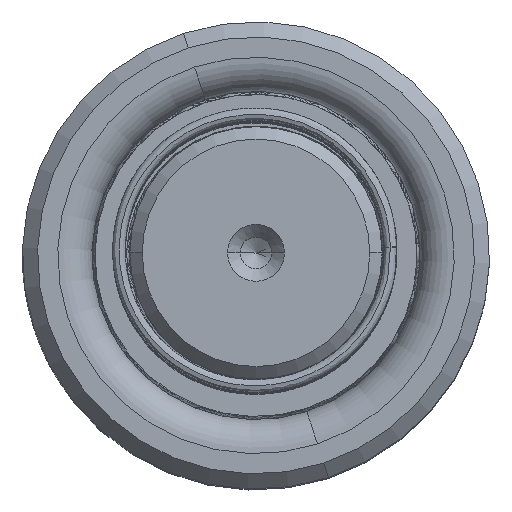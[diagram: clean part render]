
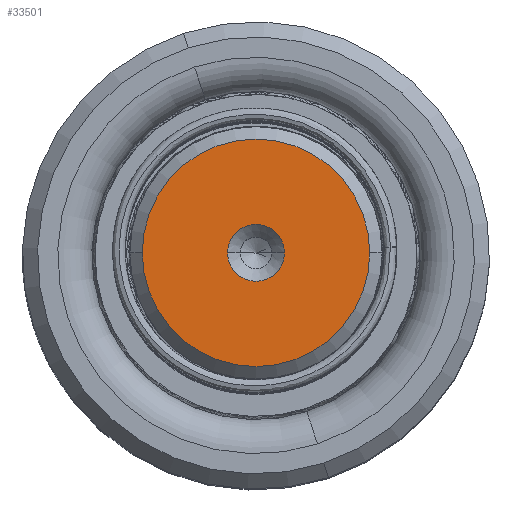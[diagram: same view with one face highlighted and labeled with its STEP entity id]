
A CAD part, top view. The second image highlights one B-rep face of the part: STEP entity #33501.
In plain terms, the highlighted planar face has unit normal (0, 0, 1).
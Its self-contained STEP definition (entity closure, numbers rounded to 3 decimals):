
#15 = EDGE_CURVE ( 'NONE', #26423, #32575, #1702, .T. ) ;
#1702 = CIRCLE ( 'NONE', #27886, 9.009 ) ;
#1847 = ORIENTED_EDGE ( 'NONE', *, *, #15, .T. ) ;
#2709 = CARTESIAN_POINT ( 'NONE',  ( 0., 0., 170. ) ) ;
#2852 = DIRECTION ( 'NONE',  ( 1., 0., 0. ) ) ;
#2965 = ORIENTED_EDGE ( 'NONE', *, *, #29672, .F. ) ;
#4383 = AXIS2_PLACEMENT_3D ( 'NONE', #18645, #36433, #9788 ) ;
#5383 = ORIENTED_EDGE ( 'NONE', *, *, #10559, .F. ) ;
#5441 = DIRECTION ( 'NONE',  ( 0., 0., 1. ) ) ;
#5822 = ORIENTED_EDGE ( 'NONE', *, *, #19858, .T. ) ;
#5869 = CARTESIAN_POINT ( 'NONE',  ( -2.25, 0., 170. ) ) ;
#6427 = CARTESIAN_POINT ( 'NONE',  ( -9.009, 0., 170. ) ) ;
#7260 = CARTESIAN_POINT ( 'NONE',  ( 2.25, 0., 170. ) ) ;
#8578 = PLANE ( 'NONE',  #12882 ) ;
#9337 = EDGE_LOOP ( 'NONE', ( #5383, #2965 ) ) ;
#9788 = DIRECTION ( 'NONE',  ( 1., 0., 0. ) ) ;
#9904 = DIRECTION ( 'NONE',  ( 1., 0., 0. ) ) ;
#10559 = EDGE_CURVE ( 'NONE', #16787, #37130, #28624, .T. ) ;
#12827 = CIRCLE ( 'NONE', #38304, 9.009 ) ;
#12882 = AXIS2_PLACEMENT_3D ( 'NONE', #32349, #5441, #2852 ) ;
#15502 = AXIS2_PLACEMENT_3D ( 'NONE', #27807, #31612, #9904 ) ;
#16111 = CARTESIAN_POINT ( 'NONE',  ( 0., 0., 170. ) ) ;
#16787 = VERTEX_POINT ( 'NONE', #7260 ) ;
#17627 = FACE_BOUND ( 'NONE', #9337, .T. ) ;
#18645 = CARTESIAN_POINT ( 'NONE',  ( 0., 0., 170. ) ) ;
#19095 = EDGE_LOOP ( 'NONE', ( #5822, #1847 ) ) ;
#19858 = EDGE_CURVE ( 'NONE', #32575, #26423, #12827, .T. ) ;
#25099 = FACE_OUTER_BOUND ( 'NONE', #19095, .T. ) ;
#26423 = VERTEX_POINT ( 'NONE', #27243 ) ;
#27243 = CARTESIAN_POINT ( 'NONE',  ( 9.009, 0., 170. ) ) ;
#27807 = CARTESIAN_POINT ( 'NONE',  ( 0., 0., 170. ) ) ;
#27886 = AXIS2_PLACEMENT_3D ( 'NONE', #2709, #32855, #35849 ) ;
#28042 = DIRECTION ( 'NONE',  ( 0., 0., 1. ) ) ;
#28624 = CIRCLE ( 'NONE', #15502, 2.25 ) ;
#29672 = EDGE_CURVE ( 'NONE', #37130, #16787, #34577, .T. ) ;
#31430 = DIRECTION ( 'NONE',  ( 1., 0., 0. ) ) ;
#31612 = DIRECTION ( 'NONE',  ( 0., 0., 1. ) ) ;
#32349 = CARTESIAN_POINT ( 'NONE',  ( 0., 0., 170. ) ) ;
#32575 = VERTEX_POINT ( 'NONE', #6427 ) ;
#32855 = DIRECTION ( 'NONE',  ( 0., 0., 1. ) ) ;
#33501 = ADVANCED_FACE ( 'NONE', ( #17627, #25099 ), #8578, .T. ) ;
#34577 = CIRCLE ( 'NONE', #4383, 2.25 ) ;
#35849 = DIRECTION ( 'NONE',  ( 1., 0., 0. ) ) ;
#36433 = DIRECTION ( 'NONE',  ( 0., 0., 1. ) ) ;
#37130 = VERTEX_POINT ( 'NONE', #5869 ) ;
#38304 = AXIS2_PLACEMENT_3D ( 'NONE', #16111, #28042, #31430 ) ;
